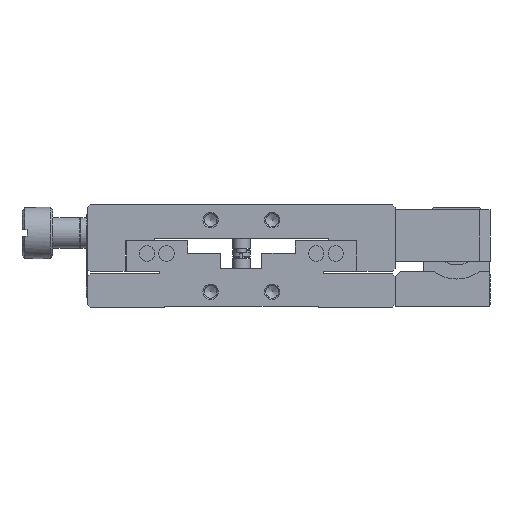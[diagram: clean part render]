
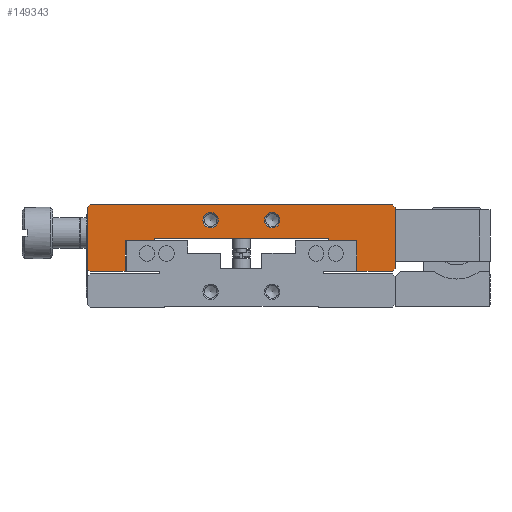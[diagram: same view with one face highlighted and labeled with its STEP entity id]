
A CAD part, left-side view. The second image highlights one B-rep face of the part: STEP entity #149343.
In plain terms, the highlighted planar face has unit normal (-1, 0, 0).
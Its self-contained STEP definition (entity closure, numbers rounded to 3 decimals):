
#1094 = VERTEX_POINT ( 'NONE', #48480 ) ;
#2085 = VERTEX_POINT ( 'NONE', #81013 ) ;
#2264 = AXIS2_PLACEMENT_3D ( 'NONE', #63877, #76273, #66130 ) ;
#2272 = CARTESIAN_POINT ( 'NONE',  ( -30., -30., 7.5 ) ) ;
#3737 = VERTEX_POINT ( 'NONE', #23087 ) ;
#5749 = EDGE_CURVE ( 'NONE', #23193, #45287, #71574, .T. ) ;
#6112 = EDGE_CURVE ( 'NONE', #29757, #19680, #12381, .T. ) ;
#6415 = CARTESIAN_POINT ( 'NONE',  ( -30., 30., 7.5 ) ) ;
#6570 = DIRECTION ( 'NONE',  ( 0., 0., -1. ) ) ;
#6731 = CARTESIAN_POINT ( 'NONE',  ( -30., 6., 17. ) ) ;
#7951 = VERTEX_POINT ( 'NONE', #112724 ) ;
#10080 = EDGE_CURVE ( 'NONE', #139560, #120388, #116092, .T. ) ;
#11345 = ORIENTED_EDGE ( 'NONE', *, *, #51706, .F. ) ;
#11369 = EDGE_CURVE ( 'NONE', #25367, #23193, #119390, .T. ) ;
#11901 = ORIENTED_EDGE ( 'NONE', *, *, #21571, .F. ) ;
#12318 = CARTESIAN_POINT ( 'NONE',  ( -30., -29.5, 20. ) ) ;
#12381 = LINE ( 'NONE', #2272, #109602 ) ;
#12441 = VECTOR ( 'NONE', #54268, 1000. ) ;
#14633 = DIRECTION ( 'NONE',  ( 0., 0., 1. ) ) ;
#18318 = CARTESIAN_POINT ( 'NONE',  ( -30., 30., 19.5 ) ) ;
#19680 = VERTEX_POINT ( 'NONE', #80181 ) ;
#20517 = EDGE_CURVE ( 'NONE', #3737, #99687, #86948, .T. ) ;
#20953 = VERTEX_POINT ( 'NONE', #6415 ) ;
#21571 = EDGE_CURVE ( 'NONE', #20953, #58550, #24604, .T. ) ;
#21829 = CARTESIAN_POINT ( 'NONE',  ( -30., -22.5, 20. ) ) ;
#23087 = CARTESIAN_POINT ( 'NONE',  ( -30., 29.5, 20. ) ) ;
#23193 = VERTEX_POINT ( 'NONE', #34925 ) ;
#23739 = DIRECTION ( 'NONE',  ( 0., -1., 0. ) ) ;
#24604 = LINE ( 'NONE', #60306, #87942 ) ;
#24663 = CARTESIAN_POINT ( 'NONE',  ( -30., 22.7, 13. ) ) ;
#24978 = DIRECTION ( 'NONE',  ( 0., 1., 0. ) ) ;
#25367 = VERTEX_POINT ( 'NONE', #138494 ) ;
#28144 = ORIENTED_EDGE ( 'NONE', *, *, #42116, .F. ) ;
#29757 = VERTEX_POINT ( 'NONE', #119778 ) ;
#30098 = CARTESIAN_POINT ( 'NONE',  ( -30., 30., 7. ) ) ;
#30247 = VERTEX_POINT ( 'NONE', #131461 ) ;
#30538 = VECTOR ( 'NONE', #93430, 1000. ) ;
#30862 = LINE ( 'NONE', #30098, #53575 ) ;
#31176 = ORIENTED_EDGE ( 'NONE', *, *, #67102, .F. ) ;
#32742 = ORIENTED_EDGE ( 'NONE', *, *, #6112, .F. ) ;
#33310 = LINE ( 'NONE', #12318, #134761 ) ;
#33447 = LINE ( 'NONE', #80746, #136734 ) ;
#34925 = CARTESIAN_POINT ( 'NONE',  ( -30., -17., 13.5 ) ) ;
#35245 = LINE ( 'NONE', #129856, #30538 ) ;
#36661 = CARTESIAN_POINT ( 'NONE',  ( -30., 30., 13.5 ) ) ;
#40396 = DIRECTION ( 'NONE',  ( 0., -1., 0. ) ) ;
#41755 = ORIENTED_EDGE ( 'NONE', *, *, #5749, .F. ) ;
#41875 = CARTESIAN_POINT ( 'NONE',  ( -30., 30., 7. ) ) ;
#41890 = CARTESIAN_POINT ( 'NONE',  ( -30., 30., 19.5 ) ) ;
#42116 = EDGE_CURVE ( 'NONE', #19680, #78920, #100779, .T. ) ;
#42293 = LINE ( 'NONE', #112851, #92202 ) ;
#45287 = VERTEX_POINT ( 'NONE', #56042 ) ;
#46536 = DIRECTION ( 'NONE',  ( 0., -0.707, -0.707 ) ) ;
#47770 = CARTESIAN_POINT ( 'NONE',  ( -30., 17., 13. ) ) ;
#48480 = CARTESIAN_POINT ( 'NONE',  ( -30., -6., 15.5 ) ) ;
#48600 = VECTOR ( 'NONE', #80405, 1000. ) ;
#51706 = EDGE_CURVE ( 'NONE', #120388, #2085, #33447, .T. ) ;
#53575 = VECTOR ( 'NONE', #149447, 1000. ) ;
#53754 = VERTEX_POINT ( 'NONE', #139343 ) ;
#54268 = DIRECTION ( 'NONE',  ( 0., -0.707, 0.707 ) ) ;
#55227 = EDGE_LOOP ( 'NONE', ( #107558, #11345, #78191, #113044, #41755, #137460, #146436, #64106, #28144, #32742, #31176, #126624, #122008, #104257, #11901, #118011 ) ) ;
#56042 = CARTESIAN_POINT ( 'NONE',  ( -30., 17., 13.5 ) ) ;
#56383 = CARTESIAN_POINT ( 'NONE',  ( -30., 30., 13. ) ) ;
#57110 = PLANE ( 'NONE',  #122216 ) ;
#58013 = CIRCLE ( 'NONE', #110059, 1.5 ) ;
#58550 = VERTEX_POINT ( 'NONE', #18318 ) ;
#59081 = VERTEX_POINT ( 'NONE', #60427 ) ;
#59488 = EDGE_CURVE ( 'NONE', #78920, #59081, #128126, .T. ) ;
#60306 = CARTESIAN_POINT ( 'NONE',  ( -30., 30., 20. ) ) ;
#60427 = CARTESIAN_POINT ( 'NONE',  ( -30., -22.5, 13. ) ) ;
#63877 = CARTESIAN_POINT ( 'NONE',  ( -30., -6., 17. ) ) ;
#64106 = ORIENTED_EDGE ( 'NONE', *, *, #59488, .F. ) ;
#65525 = EDGE_CURVE ( 'NONE', #45287, #139560, #35245, .T. ) ;
#66130 = DIRECTION ( 'NONE',  ( 0., 0., -1. ) ) ;
#67102 = EDGE_CURVE ( 'NONE', #30247, #29757, #42293, .T. ) ;
#68760 = DIRECTION ( 'NONE',  ( 1., 0., 0. ) ) ;
#71574 = LINE ( 'NONE', #36661, #144130 ) ;
#76273 = DIRECTION ( 'NONE',  ( -1., 0., 0. ) ) ;
#77375 = DIRECTION ( 'NONE',  ( 0., 0., -1. ) ) ;
#78191 = ORIENTED_EDGE ( 'NONE', *, *, #10080, .F. ) ;
#78410 = VECTOR ( 'NONE', #130153, 1000. ) ;
#78920 = VERTEX_POINT ( 'NONE', #104734 ) ;
#79653 = DIRECTION ( 'NONE',  ( 0., 1., 0. ) ) ;
#80181 = CARTESIAN_POINT ( 'NONE',  ( -30., -29.5, 7. ) ) ;
#80405 = DIRECTION ( 'NONE',  ( 0., 1., 0. ) ) ;
#80746 = CARTESIAN_POINT ( 'NONE',  ( -30., 22.7, 20. ) ) ;
#81013 = CARTESIAN_POINT ( 'NONE',  ( -30., 22.7, 7. ) ) ;
#81518 = DIRECTION ( 'NONE',  ( 0., 0., -1. ) ) ;
#85198 = VECTOR ( 'NONE', #14633, 1000. ) ;
#85861 = EDGE_CURVE ( 'NONE', #99687, #30247, #33310, .T. ) ;
#86902 = LINE ( 'NONE', #41890, #12441 ) ;
#86948 = LINE ( 'NONE', #134245, #102722 ) ;
#87942 = VECTOR ( 'NONE', #118474, 1000. ) ;
#88548 = ORIENTED_EDGE ( 'NONE', *, *, #133178, .F. ) ;
#89178 = DIRECTION ( 'NONE',  ( 0., 1., 0. ) ) ;
#92202 = VECTOR ( 'NONE', #6570, 1000. ) ;
#93430 = DIRECTION ( 'NONE',  ( 0., 0., -1. ) ) ;
#95406 = DIRECTION ( 'NONE',  ( 0., 0.707, -0.707 ) ) ;
#97357 = VECTOR ( 'NONE', #119556, 1000. ) ;
#97604 = DIRECTION ( 'NONE',  ( -1., 0., 0. ) ) ;
#99687 = VERTEX_POINT ( 'NONE', #101080 ) ;
#100779 = LINE ( 'NONE', #41875, #120435 ) ;
#101080 = CARTESIAN_POINT ( 'NONE',  ( -30., -29.5, 20. ) ) ;
#101350 = CIRCLE ( 'NONE', #2264, 1.5 ) ;
#101411 = EDGE_LOOP ( 'NONE', ( #126614 ) ) ;
#102722 = VECTOR ( 'NONE', #40396, 1000. ) ;
#104257 = ORIENTED_EDGE ( 'NONE', *, *, #138638, .F. ) ;
#104464 = LINE ( 'NONE', #56383, #123629 ) ;
#104734 = CARTESIAN_POINT ( 'NONE',  ( -30., -22.5, 7. ) ) ;
#107085 = EDGE_CURVE ( 'NONE', #53754, #20953, #140999, .T. ) ;
#107558 = ORIENTED_EDGE ( 'NONE', *, *, #115805, .F. ) ;
#109602 = VECTOR ( 'NONE', #95406, 1000. ) ;
#110059 = AXIS2_PLACEMENT_3D ( 'NONE', #6731, #97604, #77375 ) ;
#112724 = CARTESIAN_POINT ( 'NONE',  ( -30., 6., 15.5 ) ) ;
#112851 = CARTESIAN_POINT ( 'NONE',  ( -30., -30., 20. ) ) ;
#113044 = ORIENTED_EDGE ( 'NONE', *, *, #65525, .F. ) ;
#115805 = EDGE_CURVE ( 'NONE', #2085, #53754, #30862, .T. ) ;
#116092 = LINE ( 'NONE', #126945, #48600 ) ;
#118011 = ORIENTED_EDGE ( 'NONE', *, *, #107085, .F. ) ;
#118474 = DIRECTION ( 'NONE',  ( 0., 0., 1. ) ) ;
#119144 = CARTESIAN_POINT ( 'NONE',  ( -30., 30., 20. ) ) ;
#119390 = LINE ( 'NONE', #121679, #85198 ) ;
#119556 = DIRECTION ( 'NONE',  ( 0., 0., 1. ) ) ;
#119778 = CARTESIAN_POINT ( 'NONE',  ( -30., -30., 7.5 ) ) ;
#120388 = VERTEX_POINT ( 'NONE', #24663 ) ;
#120435 = VECTOR ( 'NONE', #89178, 1000. ) ;
#121679 = CARTESIAN_POINT ( 'NONE',  ( -30., -17., 13. ) ) ;
#122008 = ORIENTED_EDGE ( 'NONE', *, *, #20517, .F. ) ;
#122216 = AXIS2_PLACEMENT_3D ( 'NONE', #119144, #68760, #23739 ) ;
#123629 = VECTOR ( 'NONE', #79653, 1000. ) ;
#124926 = EDGE_LOOP ( 'NONE', ( #88548 ) ) ;
#126614 = ORIENTED_EDGE ( 'NONE', *, *, #151688, .F. ) ;
#126624 = ORIENTED_EDGE ( 'NONE', *, *, #85861, .F. ) ;
#126945 = CARTESIAN_POINT ( 'NONE',  ( -30., 30., 13. ) ) ;
#128126 = LINE ( 'NONE', #21829, #97357 ) ;
#129856 = CARTESIAN_POINT ( 'NONE',  ( -30., 17., 13.5 ) ) ;
#130004 = FACE_BOUND ( 'NONE', #101411, .T. ) ;
#130153 = DIRECTION ( 'NONE',  ( 0., 0.707, 0.707 ) ) ;
#131461 = CARTESIAN_POINT ( 'NONE',  ( -30., -30., 19.5 ) ) ;
#132825 = EDGE_CURVE ( 'NONE', #59081, #25367, #104464, .T. ) ;
#133178 = EDGE_CURVE ( 'NONE', #1094, #1094, #101350, .T. ) ;
#134245 = CARTESIAN_POINT ( 'NONE',  ( -30., 29.5, 20. ) ) ;
#134761 = VECTOR ( 'NONE', #46536, 1000. ) ;
#136734 = VECTOR ( 'NONE', #81518, 1000. ) ;
#137460 = ORIENTED_EDGE ( 'NONE', *, *, #11369, .F. ) ;
#138494 = CARTESIAN_POINT ( 'NONE',  ( -30., -17., 13. ) ) ;
#138638 = EDGE_CURVE ( 'NONE', #58550, #3737, #86902, .T. ) ;
#139343 = CARTESIAN_POINT ( 'NONE',  ( -30., 29.5, 7. ) ) ;
#139560 = VERTEX_POINT ( 'NONE', #47770 ) ;
#140999 = LINE ( 'NONE', #141763, #78410 ) ;
#141763 = CARTESIAN_POINT ( 'NONE',  ( -30., 29.5, 7. ) ) ;
#142399 = FACE_OUTER_BOUND ( 'NONE', #55227, .T. ) ;
#144130 = VECTOR ( 'NONE', #24978, 1000. ) ;
#146436 = ORIENTED_EDGE ( 'NONE', *, *, #132825, .F. ) ;
#149343 = ADVANCED_FACE ( 'NONE', ( #142399, #130004, #151676 ), #57110, .F. ) ;
#149447 = DIRECTION ( 'NONE',  ( 0., 1., 0. ) ) ;
#151676 = FACE_BOUND ( 'NONE', #124926, .T. ) ;
#151688 = EDGE_CURVE ( 'NONE', #7951, #7951, #58013, .T. ) ;
